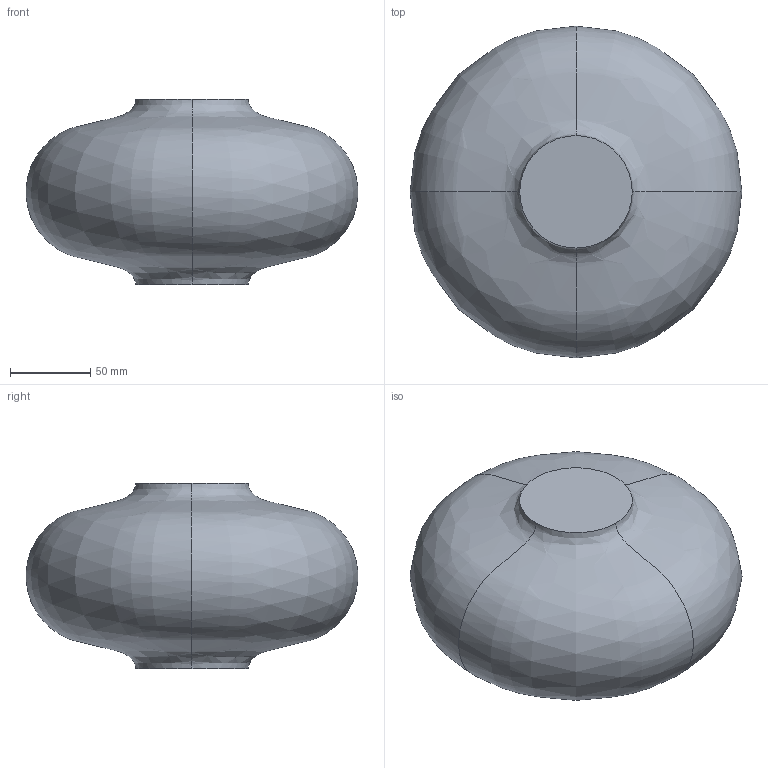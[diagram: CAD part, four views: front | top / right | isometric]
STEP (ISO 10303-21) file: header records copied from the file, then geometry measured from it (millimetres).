
FILE_DESCRIPTION(('STEP AP214'),'1');
FILE_NAME('seb.stp','2014-08-21T14:44:04',('schoeps'),(' '),'Spatial InterOp 3D','CST ACIS InterOp Converter 2009',' ');
FILE_SCHEMA(('automotive_design'));
Length unit declared in the file: metre
Products named in the file (1): default|import_1
Bounding box: 206.41 x 206.41 x 115.4 mm (x, y, z)
Volume: 2548399.3 mm3; surface area: 98694.6 mm2
Topology: 1 solids, 1 shells, 6 faces, 12 edges, 8 vertices
Faces by surface type: bspline 4, plane 2
Entity records: 473 total; most frequent: CARTESIAN_POINT 291, ORIENTED_EDGE 24, DIRECTION 22, EDGE_CURVE 12, AXIS2_PLACEMENT_3D 11, VERTEX_POINT 8, CIRCLE 8, STYLED_ITEM 7
